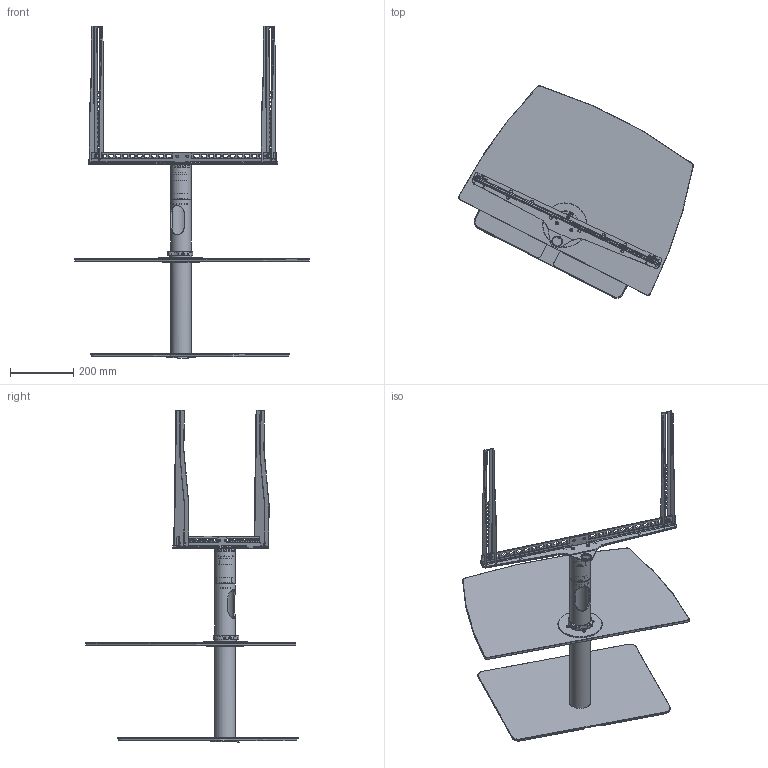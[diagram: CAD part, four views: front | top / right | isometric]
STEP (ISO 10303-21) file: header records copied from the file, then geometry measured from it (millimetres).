
FILE_DESCRIPTION((''),'2;1');
FILE_NAME('F-Stand.stp','2017-05-10T13:04:30',('m.krzysiek'),(''),'Autodesk Inventor 2011','Autodesk Inventor 2011','');
FILE_SCHEMA(('AUTOMOTIVE_DESIGN { 1 0 10303 214 1 1 1 1 }'));
Length unit declared in the file: millimetre
Products named in the file (70): F-Stand; F-Stand_Obrotnica 90 stopni; F-Stand_Moduł silnikowy; Wers 2 TVS.01.030005-1-Podkładka górna; TV -Uchwyt silnika 10D6-2011; Motor RB-37 B0-500_Domyślna; Koło silnika 10-2011; Wers 2 TVS.01.030006-1-Podkładka tarciowa; Wers 2 TVS.01.030004-1-Podkładka dolna; Spręyna talerzowa S22210; Czujnik obrotu obrotnicy 10D6; Czujnik EE-SX1041 - do wer 10D6; Płytka czujnika 2 w obrotnicy 10D6; TV-S 1-10B-2011 Kołek ograniczający obrót; TV-S 1-10B-2011 Podkładka odginana; F-STAND-Płytka elektroniki z dodatkowym RESETEM; TV-PCB 10-2011; Wyłacznik dolna krawędź płytki; F-stand_Nakrętka RESETU; F-stand_Przycisk RESETU; Koło obrotnicy 10D6  dla fotokomórki[ZMIANA22.03.2016]; ISO 7049 - C-H ST 2,2 x 6,5 - C - H; ISO 7051 - C-H ST 2,9 x 9,5 - C - H; ISO 4762 M3 x 10; ISO 4036 M6; F-Stand_Modu wewnętrzny; F-Stanad_Rura wewnętrzna; F-stand_płytka podstawy - 90 stopni; F-Stand Obudowa obrotnicy - 90 stopni; F-stand_Rura 2 - 90 stopni; TV-S 1-10D6 płytka górna 1-90 stopni; Kołek sprzęgła 10D6-2011; Złożenie igiełkowe 60x55x20; TV-S 1-10D6-2011 Element zabezpieczający; Panewka ślizgowa ł wzdłuż. 10B-2011 g=2mm; Maska czujnika podczerwieni 10B; ISO 7046-1 H M6 x 10 - 4.8 - H; ISO 7049 - C-H ST 2,9 x 9,5 - C - H; ISO 7049 - C-H ST 4,8 x 16 - C - H; Belka pionowa ...
Assembly tree (91 placements, depth 5):
  F-Stand
    F-Stand_Obrotnica 90 stopni
      F-Stand_Moduł silnikowy
        Wers 2 TVS.01.030005-1-Podkładka górna
        TV -Uchwyt silnika 10D6-2011
        Motor RB-37 B0-500_Domyślna
        Koło silnika 10-2011
        Wers 2 TVS.01.030006-1-Podkładka tarciowa  x2
        Wers 2 TVS.01.030004-1-Podkładka dolna
        Spręyna talerzowa S22210  x2
        Czujnik obrotu obrotnicy 10D6
          Czujnik EE-SX1041 - do wer 10D6  x2
          Płytka czujnika 2 w obrotnicy 10D6
        TV-S 1-10B-2011 Kołek ograniczający obrót
        TV-S 1-10B-2011 Podkładka odginana
        F-STAND-Płytka elektroniki z dodatkowym RESETEM
          TV-PCB 10-2011
          Wyłacznik dolna krawędź płytki
          F-stand_Nakrętka RESETU
          F-stand_Przycisk RESETU
        Koło obrotnicy 10D6  dla fotokomórki[ZMIANA22.03.2016]
        ISO 7049 - C-H ST 2,2 x 6,5 - C - H
        ISO 7051 - C-H ST 2,9 x 9,5 - C - H
        ISO 4762 M3 x 10  x3
        ISO 4036 M6
      F-Stand_Modu wewnętrzny
        F-Stanad_Rura wewnętrzna
        F-stand_płytka podstawy - 90 stopni
      F-Stand Obudowa obrotnicy - 90 stopni
        F-stand_Rura 2 - 90 stopni
        TV-S 1-10D6 płytka górna 1-90 stopni
        Kołek sprzęgła 10D6-2011  x2
      Złożenie igiełkowe 60x55x20  x2
      TV-S 1-10D6-2011 Element zabezpieczający
      Panewka ślizgowa ł wzdłuż. 10B-2011 g=2mm
      Maska czujnika podczerwieni 10B
      ISO 7046-1 H M6 x 10 - 4.8 - H  x2
      ISO 7049 - C-H ST 2,9 x 9,5 - C - H  x2
      ISO 7049 - C-H ST 4,8 x 16 - C - H
    Belka pionowa  x2
      short-blacha belki pionowej zawiesia v10 skrócona
      łącznik belki pionowej
      ISO 4032 M8
    ISO 7380 M6 x 16  x3
    Zawiesie 600
      short-blacha 3 podstawy zawiesia 600
      short-blacha 2 podstawy zawiesia 600 v10
      short-blacha 1 podstawy zawiesia 600 v10
    ISO 7380 M8 x 10  x2
    TV-S ręczny Przelotka kabli
    F-Stand_Rura podstawy
      F-Stand_Dolny talerz
      F-Stand_Górny talerz
      F-Stand_Rura podstawy
    ISO 7380 M6 x 12  x4
    F-stand_Półka_Szklana
      F-Stand_Półka szklana
      F-Stand_uchwyt półki górny
      Docisk uchwytu  x2
        ISO 4026 M8 x 8
Bounding box: 741.81 x 671.83 x 1049.76 mm (x, y, z)
Volume: 5301697.9 mm3; surface area: 2134057.4 mm2
Topology: 81 solids, 82 shells, 2943 faces, 7331 edges, 4744 vertices
Faces by surface type: plane 1444, cylinder 948, cone 330, torus 137, bspline 79, sphere 5
Full cylindrical faces by diameter (mm): 0.7 x4, 0.8 x24, 1 x4, 1.5 x2, 1.6 x1, 2 x6, 2.2 x2, 2.5 x8, 2.9 x3, 3 x4, 3.2 x5, 3.4 x1, 3.5 x3, 4 x13, 4.05 x2, 4.134 x4, 4.509 x4, 4.8 x1, 4.917 x8, 5 x6, 5.2 x1, 5.25 x3, 5.387 x5, 5.5 x8, 6 x24, 6.1 x2, 6.2 x3, 6.25 x1, 6.5 x2, 6.647 x6
Entity records: 69220 total; most frequent: CARTESIAN_POINT 15560, DIRECTION 11182, ORIENTED_EDGE 10030, EDGE_CURVE 5015, AXIS2_PLACEMENT_3D 4322, VERTEX_POINT 3411, EDGE_LOOP 2844, VECTOR 2538
